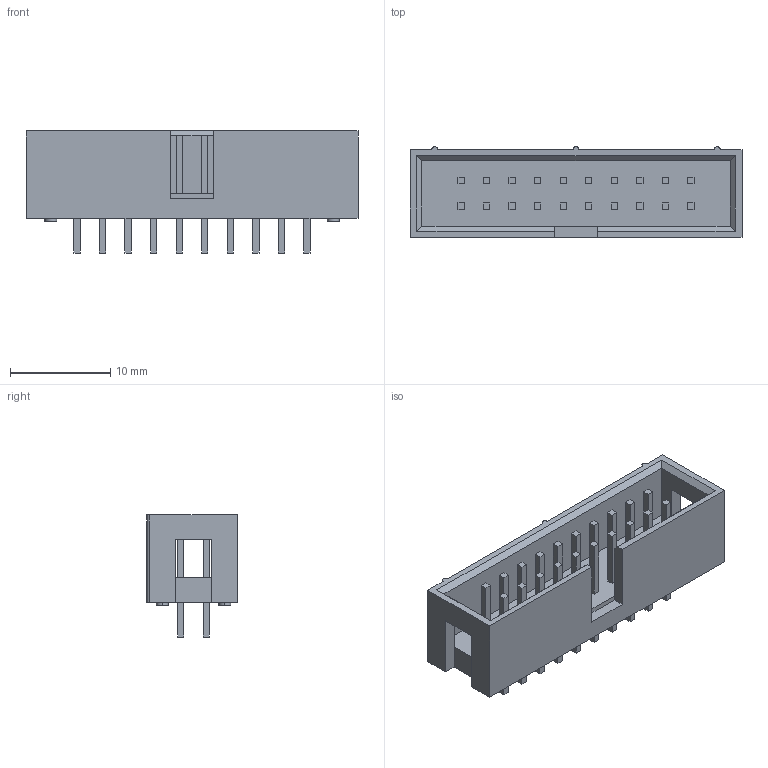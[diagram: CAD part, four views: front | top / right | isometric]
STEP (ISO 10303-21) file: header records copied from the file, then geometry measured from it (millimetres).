
FILE_DESCRIPTION((''),'2;1');
FILE_NAME('C-1634688-20-3','2007-09-05T',('workeradm'),('Tyco Electronics Corporation'),'PRO/ENGINEER BY PARAMETRIC TECHNOLOGY CORPORATION, 2005450','PRO/ENGINEER BY PARAMETRIC TECHNOLOGY CORPORATION, 2005450','');
FILE_SCHEMA(('CONFIG_CONTROL_DESIGN', 'GEOMETRIC_VALIDATION_PROPERTIES_MIM'));
Length unit declared in the file: millimetre
Products named in the file (1): C-1634688-20-3
Bounding box: 33.05 x 9 x 12.15 mm (x, y, z)
Volume: 1245.4 mm3; surface area: 2168 mm2
Topology: 1 solids, 1 shells, 247 faces, 605 edges, 400 vertices
Faces by surface type: plane 236, cylinder 11
Entity records: 7258 total; most frequent: CARTESIAN_POINT 1253, ORIENTED_EDGE 1210, DIRECTION 1121, EDGE_CURVE 605, VECTOR 583, LINE 583, VERTEX_POINT 400, EDGE_LOOP 291
